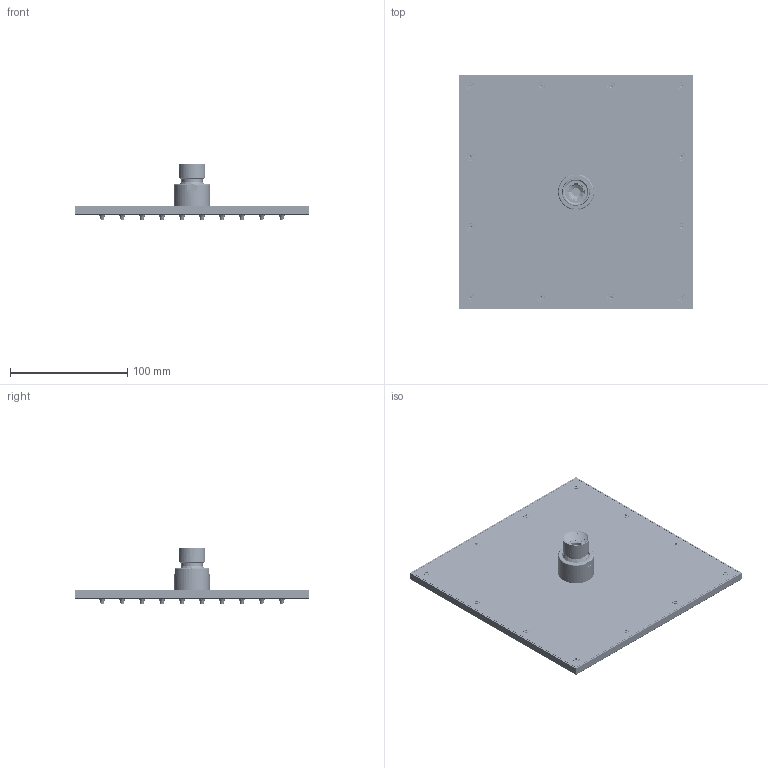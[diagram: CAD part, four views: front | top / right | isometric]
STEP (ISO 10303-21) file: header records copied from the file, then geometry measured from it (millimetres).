
FILE_DESCRIPTION(/* description */ (''),/* implementation_level */ '2;1');
FILE_NAME(/* name */ 'STEP - BSK087_33537',/* time_stamp */ '2025-06-30T16:13:17+10:00',/* author */ (''),/* organization */ (''),/* preprocessor_version */ 'ST-DEVELOPER v16.5',/* originating_system */ 'Rhino 7.37',/* authorisation */ '');
FILE_SCHEMA (('AUTOMOTIVE_DESIGN'));
Products named in the file (13): Document; BSK087; ASM0001_ASM; BSK087_ASM_1_ASM; 200_200_7_ASM_2_ASM_1_ASM; QIANGAI_Q__3_1; PENZUI_Q__2_1; HOUGAI_Q__2_1; M4_Q__1_1; ��ĸ��_2_1_ASM; M28���_1; PRT0002_1_1; LBL504__2_1
Assembly tree (23 placements, depth 7):
  Document
    BSK087
      ASM0001_ASM
        BSK087_ASM_1_ASM
          200_200_7_ASM_2_ASM_1_ASM
            QIANGAI_Q__3_1
            PENZUI_Q__2_1
            HOUGAI_Q__2_1
            M4_Q__1_1  x12
            ��ĸ��_2_1_ASM
              M28���_1
              PRT0002_1_1
              LBL504__2_1
Bounding box: 200 x 200 x 48.5 mm (x, y, z)
Volume: 163997.4 mm3; surface area: 272309.7 mm2
Topology: 18 solids, 18 shells, 3354 faces, 8269 edges, 5185 vertices
Faces by surface type: bspline 1522, cylinder 1199, plane 633
Entity records: 147630 total; most frequent: CARTESIAN_POINT 102564, ORIENTED_EDGE 14676, EDGE_CURVE 7338, VERTEX_POINT 4602, EDGE_LOOP 3732, ADVANCED_FACE 3013, FACE_OUTER_BOUND 3013, B_SPLINE_CURVE_WITH_KNOTS 2609
